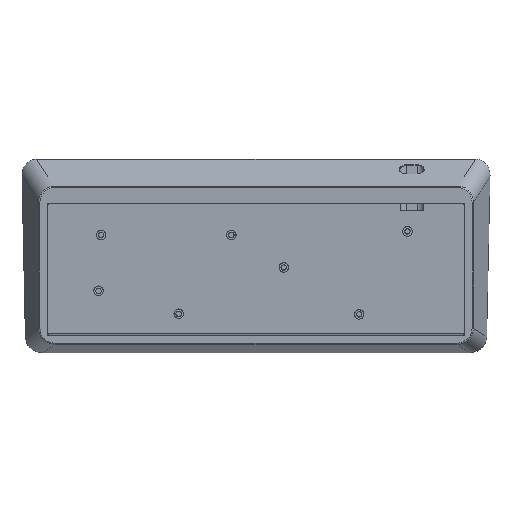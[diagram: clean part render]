
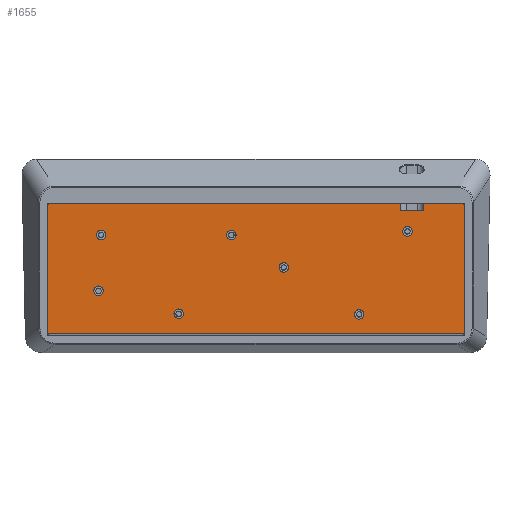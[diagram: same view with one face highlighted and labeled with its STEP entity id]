
A CAD part, top view. The second image highlights one B-rep face of the part: STEP entity #1655.
In plain terms, the highlighted planar face has unit normal (0, -0.052, 0.999).
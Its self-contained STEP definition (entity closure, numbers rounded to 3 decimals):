
#20=FACE_BOUND('',#335,.T.);
#21=FACE_BOUND('',#336,.T.);
#22=FACE_BOUND('',#337,.T.);
#23=FACE_BOUND('',#338,.T.);
#24=FACE_BOUND('',#339,.T.);
#25=FACE_BOUND('',#340,.T.);
#26=FACE_BOUND('',#341,.T.);
#41=CIRCLE('',#1776,1.);
#42=CIRCLE('',#1777,1.);
#43=CIRCLE('',#1778,1.);
#44=CIRCLE('',#1779,1.);
#45=CIRCLE('',#1780,2.75);
#46=CIRCLE('',#1781,2.75);
#47=CIRCLE('',#1782,2.75);
#48=CIRCLE('',#1783,2.75);
#49=CIRCLE('',#1784,2.75);
#50=CIRCLE('',#1785,2.75);
#51=CIRCLE('',#1786,2.75);
#225=FACE_OUTER_BOUND('',#334,.T.);
#334=EDGE_LOOP('',(#1209,#1210,#1211,#1212,#1213,#1214,#1215,#1216,#1217,
#1218,#1219,#1220));
#335=EDGE_LOOP('',(#1221));
#336=EDGE_LOOP('',(#1222));
#337=EDGE_LOOP('',(#1223));
#338=EDGE_LOOP('',(#1224));
#339=EDGE_LOOP('',(#1225));
#340=EDGE_LOOP('',(#1226));
#341=EDGE_LOOP('',(#1227));
#468=LINE('',#2567,#602);
#471=LINE('',#2577,#605);
#473=LINE('',#2582,#607);
#474=LINE('',#2585,#608);
#475=LINE('',#2587,#609);
#476=LINE('',#2591,#610);
#477=LINE('',#2595,#611);
#478=LINE('',#2599,#612);
#602=VECTOR('',#1940,10.);
#605=VECTOR('',#1949,10.);
#607=VECTOR('',#1957,10.);
#608=VECTOR('',#1960,10.);
#609=VECTOR('',#1961,10.);
#610=VECTOR('',#1964,10.);
#611=VECTOR('',#1967,10.);
#612=VECTOR('',#1970,10.);
#739=VERTEX_POINT('',#2564);
#740=VERTEX_POINT('',#2566);
#743=VERTEX_POINT('',#2574);
#744=VERTEX_POINT('',#2576);
#745=VERTEX_POINT('',#2584);
#746=VERTEX_POINT('',#2586);
#747=VERTEX_POINT('',#2588);
#748=VERTEX_POINT('',#2590);
#749=VERTEX_POINT('',#2592);
#750=VERTEX_POINT('',#2594);
#751=VERTEX_POINT('',#2596);
#752=VERTEX_POINT('',#2598);
#753=VERTEX_POINT('',#2601);
#754=VERTEX_POINT('',#2603);
#755=VERTEX_POINT('',#2605);
#756=VERTEX_POINT('',#2607);
#757=VERTEX_POINT('',#2609);
#758=VERTEX_POINT('',#2611);
#759=VERTEX_POINT('',#2613);
#909=EDGE_CURVE('',#739,#740,#468,.T.);
#914=EDGE_CURVE('',#744,#743,#471,.F.);
#917=EDGE_CURVE('',#743,#740,#473,.T.);
#918=EDGE_CURVE('',#744,#745,#474,.T.);
#919=EDGE_CURVE('',#746,#739,#475,.F.);
#920=EDGE_CURVE('',#746,#747,#41,.T.);
#921=EDGE_CURVE('',#748,#747,#476,.T.);
#922=EDGE_CURVE('',#748,#749,#42,.T.);
#923=EDGE_CURVE('',#750,#749,#477,.T.);
#924=EDGE_CURVE('',#750,#751,#43,.T.);
#925=EDGE_CURVE('',#752,#751,#478,.T.);
#926=EDGE_CURVE('',#752,#745,#44,.T.);
#927=EDGE_CURVE('',#753,#753,#45,.T.);
#928=EDGE_CURVE('',#754,#754,#46,.T.);
#929=EDGE_CURVE('',#755,#755,#47,.T.);
#930=EDGE_CURVE('',#756,#756,#48,.T.);
#931=EDGE_CURVE('',#757,#757,#49,.T.);
#932=EDGE_CURVE('',#758,#758,#50,.T.);
#933=EDGE_CURVE('',#759,#759,#51,.T.);
#1209=ORIENTED_EDGE('',*,*,#918,.F.);
#1210=ORIENTED_EDGE('',*,*,#914,.T.);
#1211=ORIENTED_EDGE('',*,*,#917,.T.);
#1212=ORIENTED_EDGE('',*,*,#909,.F.);
#1213=ORIENTED_EDGE('',*,*,#919,.F.);
#1214=ORIENTED_EDGE('',*,*,#920,.T.);
#1215=ORIENTED_EDGE('',*,*,#921,.F.);
#1216=ORIENTED_EDGE('',*,*,#922,.T.);
#1217=ORIENTED_EDGE('',*,*,#923,.F.);
#1218=ORIENTED_EDGE('',*,*,#924,.T.);
#1219=ORIENTED_EDGE('',*,*,#925,.F.);
#1220=ORIENTED_EDGE('',*,*,#926,.T.);
#1221=ORIENTED_EDGE('',*,*,#927,.T.);
#1222=ORIENTED_EDGE('',*,*,#928,.T.);
#1223=ORIENTED_EDGE('',*,*,#929,.T.);
#1224=ORIENTED_EDGE('',*,*,#930,.T.);
#1225=ORIENTED_EDGE('',*,*,#931,.T.);
#1226=ORIENTED_EDGE('',*,*,#932,.T.);
#1227=ORIENTED_EDGE('',*,*,#933,.T.);
#1597=PLANE('',#1775);
#1655=ADVANCED_FACE('',(#225,#20,#21,#22,#23,#24,#25,#26),#1597,.F.);
#1775=AXIS2_PLACEMENT_3D('',#2583,#1958,#1959);
#1776=AXIS2_PLACEMENT_3D('',#2589,#1962,#1963);
#1777=AXIS2_PLACEMENT_3D('',#2593,#1965,#1966);
#1778=AXIS2_PLACEMENT_3D('',#2597,#1968,#1969);
#1779=AXIS2_PLACEMENT_3D('',#2600,#1971,#1972);
#1780=AXIS2_PLACEMENT_3D('',#2602,#1973,#1974);
#1781=AXIS2_PLACEMENT_3D('',#2604,#1975,#1976);
#1782=AXIS2_PLACEMENT_3D('',#2606,#1977,#1978);
#1783=AXIS2_PLACEMENT_3D('',#2608,#1979,#1980);
#1784=AXIS2_PLACEMENT_3D('',#2610,#1981,#1982);
#1785=AXIS2_PLACEMENT_3D('',#2612,#1983,#1984);
#1786=AXIS2_PLACEMENT_3D('',#2614,#1985,#1986);
#1940=DIRECTION('',(0.,-0.999,-0.052));
#1949=DIRECTION('',(0.,0.999,0.052));
#1957=DIRECTION('',(-1.,0.,0.));
#1958=DIRECTION('center_axis',(0.,0.052,
-0.999));
#1959=DIRECTION('ref_axis',(-1.,0.,0.));
#1960=DIRECTION('',(1.,0.,0.));
#1961=DIRECTION('',(-1.,0.,0.));
#1962=DIRECTION('center_axis',(0.,-0.052,
0.999));
#1963=DIRECTION('ref_axis',(-0.707,0.706,0.037));
#1964=DIRECTION('',(0.,0.999,0.052));
#1965=DIRECTION('center_axis',(0.,-0.052,
0.999));
#1966=DIRECTION('ref_axis',(-0.707,-0.706,-0.037));
#1967=DIRECTION('',(-1.,0.,0.));
#1968=DIRECTION('center_axis',(0.,-0.052,
0.999));
#1969=DIRECTION('ref_axis',(0.707,-0.706,-0.037));
#1970=DIRECTION('',(0.,-0.999,-0.052));
#1971=DIRECTION('center_axis',(0.,-0.052,
0.999));
#1972=DIRECTION('ref_axis',(0.707,0.706,0.037));
#1973=DIRECTION('center_axis',(0.,0.052,
-0.999));
#1974=DIRECTION('ref_axis',(1.,0.,0.));
#1975=DIRECTION('center_axis',(0.,0.052,
-0.999));
#1976=DIRECTION('ref_axis',(1.,0.,0.));
#1977=DIRECTION('center_axis',(0.,0.052,
-0.999));
#1978=DIRECTION('ref_axis',(1.,0.,0.));
#1979=DIRECTION('center_axis',(0.,0.052,
-0.999));
#1980=DIRECTION('ref_axis',(1.,0.,0.));
#1981=DIRECTION('center_axis',(0.,0.052,
-0.999));
#1982=DIRECTION('ref_axis',(1.,0.,0.));
#1983=DIRECTION('center_axis',(0.,0.052,
-0.999));
#1984=DIRECTION('ref_axis',(1.,0.,0.));
#1985=DIRECTION('center_axis',(0.,0.052,
-0.999));
#1986=DIRECTION('ref_axis',(1.,0.,0.));
#2564=CARTESIAN_POINT('',(110.727,35.991,-13.467));
#2566=CARTESIAN_POINT('',(110.727,30.998,-13.728));
#2567=CARTESIAN_POINT('',(110.727,35.991,-13.467));
#2574=CARTESIAN_POINT('',(124.017,30.998,-13.728));
#2576=CARTESIAN_POINT('',(124.017,35.991,-13.467));
#2577=CARTESIAN_POINT('',(124.017,35.991,-13.467));
#2582=CARTESIAN_POINT('',(71.783,30.998,-13.728));
#2583=CARTESIAN_POINT('Origin',(26.194,-2.556,-15.487));
#2584=CARTESIAN_POINT('',(147.138,35.991,-13.467));
#2585=CARTESIAN_POINT('',(148.138,35.991,-13.467));
#2586=CARTESIAN_POINT('',(-94.75,35.991,-13.467));
#2587=CARTESIAN_POINT('',(-34.778,35.991,-13.467));
#2588=CARTESIAN_POINT('',(-95.75,34.992,-13.519));
#2589=CARTESIAN_POINT('Origin',(-94.75,34.992,-13.519));
#2590=CARTESIAN_POINT('',(-95.75,-40.105,-17.455));
#2591=CARTESIAN_POINT('',(-95.75,35.991,-13.467));
#2592=CARTESIAN_POINT('',(-94.75,-41.103,-17.507));
#2593=CARTESIAN_POINT('Origin',(-94.75,-40.105,-17.455));
#2594=CARTESIAN_POINT('',(147.138,-41.103,-17.507));
#2595=CARTESIAN_POINT('',(-95.75,-41.103,-17.507));
#2596=CARTESIAN_POINT('',(148.138,-40.105,-17.455));
#2597=CARTESIAN_POINT('Origin',(147.138,-40.105,-17.455));
#2598=CARTESIAN_POINT('',(148.138,34.992,-13.519));
#2599=CARTESIAN_POINT('',(148.138,-41.103,-17.507));
#2600=CARTESIAN_POINT('Origin',(147.138,34.992,-13.519));
#2601=CARTESIAN_POINT('',(9.025,16.967,-14.464));
#2602=CARTESIAN_POINT('Origin',(11.775,16.967,-14.464));
#2603=CARTESIAN_POINT('',(-67.175,16.967,-14.464));
#2604=CARTESIAN_POINT('Origin',(-64.425,16.967,-14.464));
#2605=CARTESIAN_POINT('',(112.075,19.09,-14.352));
#2606=CARTESIAN_POINT('Origin',(114.825,19.09,-14.352));
#2607=CARTESIAN_POINT('',(-21.825,-29.194,-16.883));
#2608=CARTESIAN_POINT('Origin',(-19.075,-29.194,-16.883));
#2609=CARTESIAN_POINT('',(-68.775,-15.762,-16.179));
#2610=CARTESIAN_POINT('Origin',(-66.025,-15.762,-16.179));
#2611=CARTESIAN_POINT('',(83.825,-29.478,-16.898));
#2612=CARTESIAN_POINT('Origin',(86.575,-29.478,-16.898));
#2613=CARTESIAN_POINT('',(39.675,-2.057,-15.461));
#2614=CARTESIAN_POINT('Origin',(42.425,-2.057,-15.461));
